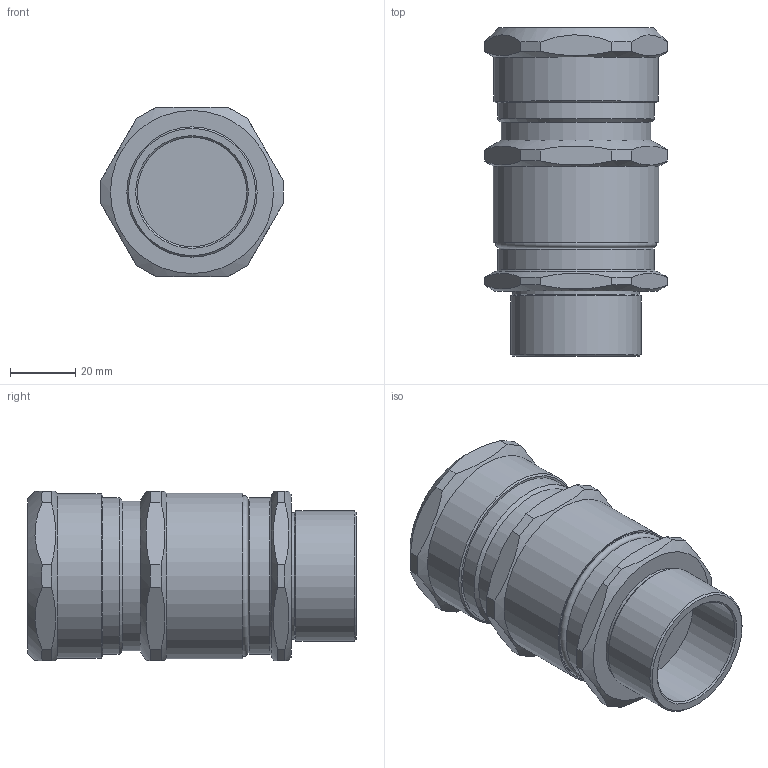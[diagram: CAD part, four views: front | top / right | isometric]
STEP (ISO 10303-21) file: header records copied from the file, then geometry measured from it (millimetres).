
FILE_DESCRIPTION(/* description */ ('ВКБ3-НС-M40-33-38'),/* implementation_level */ '2;1');
FILE_NAME(/* name */ '',/* time_stamp */ '2025-07-07T13:20:43+07:00',/* author */ ('zeta-86'),/* organization */ (''),/* preprocessor_version */ 'ST-DEVELOPER v19.2',/* originating_system */ 'Autodesk Inventor 2024',/* authorisation */ '');
FILE_SCHEMA (('AUTOMOTIVE_DESIGN { 1 0 10303 214 3 1 1 }'));
Length unit declared in the file: millimetre
Products named in the file (1): zeta34608
Bounding box: 56.04 x 100.8 x 52 mm (x, y, z)
Volume: 169064 mm3; surface area: 23602.9 mm2
Topology: 1 solids, 1 shells, 70 faces, 176 edges, 114 vertices
Faces by surface type: plane 44, cone 14, cylinder 10, torus 2
Full cylindrical faces by diameter (mm): 33.6 x1, 38.5 x1, 39 x1, 40 x1, 46 x1, 48 x2, 49.1 x1, 50.4 x1, 50.9 x1
Entity records: 2043 total; most frequent: CARTESIAN_POINT 517, ORIENTED_EDGE 352, DIRECTION 278, EDGE_CURVE 176, VERTEX_POINT 114, AXIS2_PLACEMENT_3D 109, EDGE_LOOP 76, FACE_OUTER_BOUND 70
